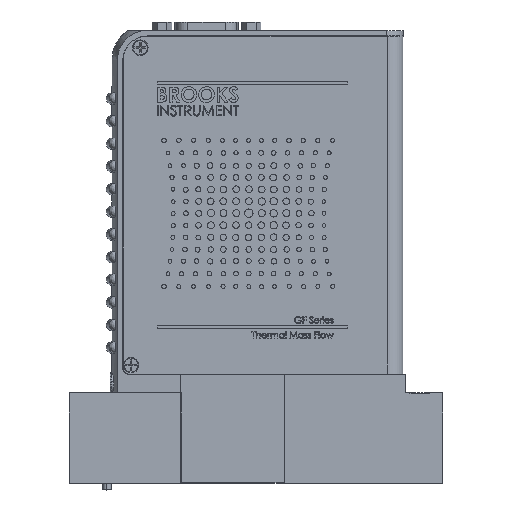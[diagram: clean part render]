
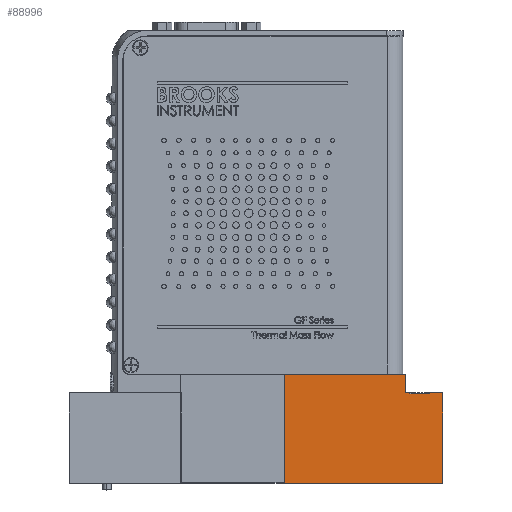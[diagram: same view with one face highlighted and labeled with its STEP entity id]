
A CAD part, top view. The second image highlights one B-rep face of the part: STEP entity #88996.
In plain terms, the highlighted planar face has unit normal (0, 0, 1).
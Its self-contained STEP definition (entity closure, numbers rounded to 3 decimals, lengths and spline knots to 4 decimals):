
#2615 = VERTEX_POINT ( 'NONE', #39509 ) ;
#3378 = VECTOR ( 'NONE', #15916, 39.3701 ) ;
#3467 = LINE ( 'NONE', #12174, #51562 ) ;
#3588 = VERTEX_POINT ( 'NONE', #22654 ) ;
#7287 = ORIENTED_EDGE ( 'NONE', *, *, #91993, .T. ) ;
#9144 = VECTOR ( 'NONE', #45080, 39.3701 ) ;
#11814 = LINE ( 'NONE', #62465, #9144 ) ;
#12174 = CARTESIAN_POINT ( 'NONE',  ( 2.324, 0.993, 0.56 ) ) ;
#12580 = EDGE_CURVE ( 'NONE', #21437, #71352, #3467, .T. ) ;
#12928 = CARTESIAN_POINT ( 'NONE',  ( 0.57, 1.2, 0.56 ) ) ;
#13270 = CARTESIAN_POINT ( 'NONE',  ( 2.324, 0.993, 0.56 ) ) ;
#13560 = CARTESIAN_POINT ( 'NONE',  ( 0.57, -0.007, 0.56 ) ) ;
#15916 = DIRECTION ( 'NONE',  ( 0., -1., 0. ) ) ;
#19940 = ORIENTED_EDGE ( 'NONE', *, *, #12580, .F. ) ;
#20364 = DIRECTION ( 'NONE',  ( 1., 0., 0. ) ) ;
#21380 = FACE_OUTER_BOUND ( 'NONE', #47798, .T. ) ;
#21437 = VERTEX_POINT ( 'NONE', #23535 ) ;
#21551 = EDGE_CURVE ( 'NONE', #71352, #90293, #57293, .T. ) ;
#21710 = LINE ( 'NONE', #38600, #48208 ) ;
#22120 = LINE ( 'NONE', #47208, #68607 ) ;
#22180 = EDGE_CURVE ( 'NONE', #76186, #78087, #46596, .T. ) ;
#22654 = CARTESIAN_POINT ( 'NONE',  ( 1.915, 0.993, 0.56 ) ) ;
#22684 = VECTOR ( 'NONE', #65595, 39.3701 ) ;
#23535 = CARTESIAN_POINT ( 'NONE',  ( 2.1797, 0.993, 0.56 ) ) ;
#29824 = DIRECTION ( 'NONE',  ( 1., 0., 0. ) ) ;
#31629 = EDGE_CURVE ( 'NONE', #32778, #83168, #75846, .T. ) ;
#32395 = CARTESIAN_POINT ( 'NONE',  ( 1.9603, 0.983, 0.56 ) ) ;
#32778 = VERTEX_POINT ( 'NONE', #90047 ) ;
#36138 = DIRECTION ( 'NONE',  ( 0., -1., 0. ) ) ;
#36210 = ORIENTED_EDGE ( 'NONE', *, *, #93786, .F. ) ;
#37816 = EDGE_CURVE ( 'NONE', #32778, #90206, #95654, .T. ) ;
#38600 = CARTESIAN_POINT ( 'NONE',  ( 0.57, -0.007, 0.56 ) ) ;
#39509 = CARTESIAN_POINT ( 'NONE',  ( 2.1797, 0.983, 0.56 ) ) ;
#43948 = AXIS2_PLACEMENT_3D ( 'NONE', #65838, #96979, #80651 ) ;
#45080 = DIRECTION ( 'NONE',  ( 0., -1., 0. ) ) ;
#45586 = EDGE_CURVE ( 'NONE', #76186, #2615, #65750, .T. ) ;
#46315 = CARTESIAN_POINT ( 'NONE',  ( 2.324, -0.007, 0.56 ) ) ;
#46596 = LINE ( 'NONE', #32395, #22684 ) ;
#47208 = CARTESIAN_POINT ( 'NONE',  ( 1.915, 0.993, 0.56 ) ) ;
#47798 = EDGE_LOOP ( 'NONE', ( #85568, #98555, #36210, #54492, #59135, #85096, #64462, #99137, #19940, #7287 ) ) ;
#48208 = VECTOR ( 'NONE', #71755, 39.3701 ) ;
#51562 = VECTOR ( 'NONE', #20364, 39.3701 ) ;
#54492 = ORIENTED_EDGE ( 'NONE', *, *, #78583, .T. ) ;
#54618 = PLANE ( 'NONE',  #43948 ) ;
#54718 = LINE ( 'NONE', #13270, #87870 ) ;
#57230 = DIRECTION ( 'NONE',  ( 1., 0., 0. ) ) ;
#57293 = LINE ( 'NONE', #90450, #3378 ) ;
#57602 = CARTESIAN_POINT ( 'NONE',  ( 0.57, 0.983, 0.56 ) ) ;
#57725 = VECTOR ( 'NONE', #29824, 39.3701 ) ;
#59135 = ORIENTED_EDGE ( 'NONE', *, *, #37816, .F. ) ;
#62465 = CARTESIAN_POINT ( 'NONE',  ( 2.1797, 0.983, 0.56 ) ) ;
#64462 = ORIENTED_EDGE ( 'NONE', *, *, #80536, .T. ) ;
#64583 = DIRECTION ( 'NONE',  ( 0., 1., 0. ) ) ;
#65595 = DIRECTION ( 'NONE',  ( 0., 1., 0. ) ) ;
#65750 = LINE ( 'NONE', #57602, #92740 ) ;
#65838 = CARTESIAN_POINT ( 'NONE',  ( 0.57, 1.2, 0.56 ) ) ;
#68607 = VECTOR ( 'NONE', #64583, 39.3701 ) ;
#71352 = VERTEX_POINT ( 'NONE', #73130 ) ;
#71755 = DIRECTION ( 'NONE',  ( 1., 0., 0. ) ) ;
#73130 = CARTESIAN_POINT ( 'NONE',  ( 2.324, 0.993, 0.56 ) ) ;
#75846 = LINE ( 'NONE', #76381, #80103 ) ;
#76186 = VERTEX_POINT ( 'NONE', #107166 ) ;
#76381 = CARTESIAN_POINT ( 'NONE',  ( 0.57, 1.2, 0.56 ) ) ;
#76805 = CARTESIAN_POINT ( 'NONE',  ( 1.915, 1.2, 0.56 ) ) ;
#78087 = VERTEX_POINT ( 'NONE', #86495 ) ;
#78583 = EDGE_CURVE ( 'NONE', #3588, #90206, #22120, .T. ) ;
#80103 = VECTOR ( 'NONE', #36138, 39.3701 ) ;
#80536 = EDGE_CURVE ( 'NONE', #83168, #90293, #21710, .T. ) ;
#80651 = DIRECTION ( 'NONE',  ( -1., 0., 0. ) ) ;
#83168 = VERTEX_POINT ( 'NONE', #13560 ) ;
#85096 = ORIENTED_EDGE ( 'NONE', *, *, #31629, .T. ) ;
#85568 = ORIENTED_EDGE ( 'NONE', *, *, #45586, .F. ) ;
#86495 = CARTESIAN_POINT ( 'NONE',  ( 1.9603, 0.993, 0.56 ) ) ;
#87870 = VECTOR ( 'NONE', #57230, 39.3701 ) ;
#88996 = ADVANCED_FACE ( 'NONE', ( #21380 ), #54618, .F. ) ;
#90047 = CARTESIAN_POINT ( 'NONE',  ( 0.57, 1.2, 0.56 ) ) ;
#90206 = VERTEX_POINT ( 'NONE', #76805 ) ;
#90293 = VERTEX_POINT ( 'NONE', #46315 ) ;
#90450 = CARTESIAN_POINT ( 'NONE',  ( 2.324, 1.2, 0.56 ) ) ;
#90771 = DIRECTION ( 'NONE',  ( 1., 0., 0. ) ) ;
#91993 = EDGE_CURVE ( 'NONE', #21437, #2615, #11814, .T. ) ;
#92740 = VECTOR ( 'NONE', #90771, 39.3701 ) ;
#93786 = EDGE_CURVE ( 'NONE', #3588, #78087, #54718, .T. ) ;
#95654 = LINE ( 'NONE', #12928, #57725 ) ;
#96979 = DIRECTION ( 'NONE',  ( 0., 0., -1. ) ) ;
#98555 = ORIENTED_EDGE ( 'NONE', *, *, #22180, .T. ) ;
#99137 = ORIENTED_EDGE ( 'NONE', *, *, #21551, .F. ) ;
#107166 = CARTESIAN_POINT ( 'NONE',  ( 1.9603, 0.983, 0.56 ) ) ;
